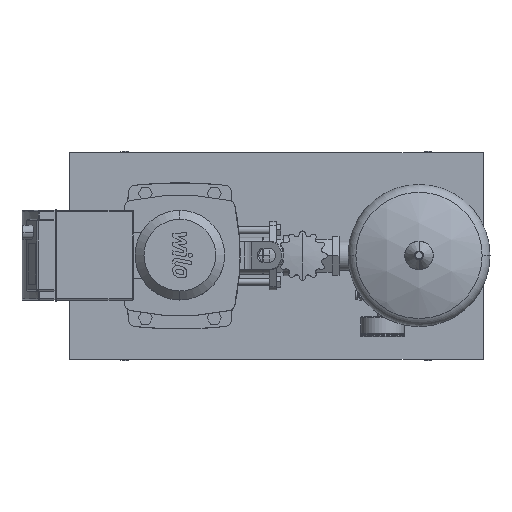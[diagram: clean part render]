
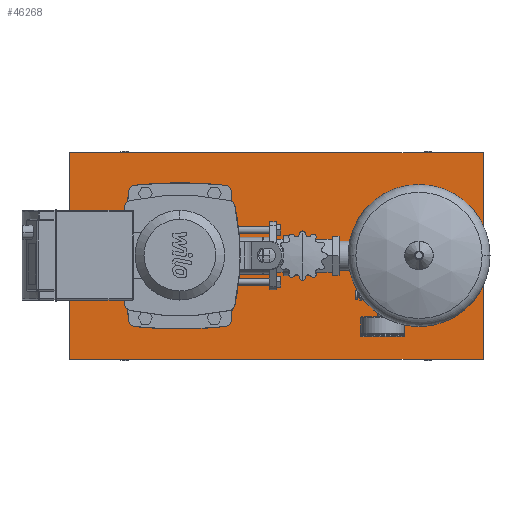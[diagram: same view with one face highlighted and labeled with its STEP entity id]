
A CAD part, top view. The second image highlights one B-rep face of the part: STEP entity #46268.
In plain terms, the highlighted planar face has unit normal (0, 0, 1).
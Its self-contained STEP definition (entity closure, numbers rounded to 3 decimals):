
#46229=CARTESIAN_POINT('',(-160.0,0.,90.0));
#46230=DIRECTION('',(0.0,0.0,1.0));
#46231=DIRECTION('',(0.0,-1.0,0.0));
#46232=AXIS2_PLACEMENT_3D('',#46229,#46230,#46231);
#46233=PLANE('',#46232);
#46234=CARTESIAN_POINT('',(440.0,-150.,90.));
#46235=VERTEX_POINT('',#46234);
#46236=CARTESIAN_POINT('',(440.0,150.,90.));
#46237=VERTEX_POINT('',#46236);
#46238=CARTESIAN_POINT('',(440.0,-150.,90.));
#46239=DIRECTION('',(0.0,1.0,0.0));
#46240=VECTOR('',#46239,300.0);
#46241=LINE('',#46238,#46240);
#46242=EDGE_CURVE('',#46235,#46237,#46241,.T.);
#46243=ORIENTED_EDGE('',*,*,#46242,.T.);
#46244=CARTESIAN_POINT('',(-160.0,150.,90.));
#46245=VERTEX_POINT('',#46244);
#46246=CARTESIAN_POINT('',(-160.0,150.,90.));
#46247=DIRECTION('',(1.0,0.0,0.0));
#46248=VECTOR('',#46247,600.0);
#46249=LINE('',#46246,#46248);
#46250=EDGE_CURVE('',#46245,#46237,#46249,.T.);
#46251=ORIENTED_EDGE('',*,*,#46250,.F.);
#46252=CARTESIAN_POINT('',(-160.0,-150.,90.));
#46253=VERTEX_POINT('',#46252);
#46254=CARTESIAN_POINT('',(-160.0,150.,90.));
#46255=DIRECTION('',(0.0,-1.0,0.0));
#46256=VECTOR('',#46255,300.0);
#46257=LINE('',#46254,#46256);
#46258=EDGE_CURVE('',#46245,#46253,#46257,.T.);
#46259=ORIENTED_EDGE('',*,*,#46258,.T.);
#46260=CARTESIAN_POINT('',(-160.0,-150.,90.));
#46261=DIRECTION('',(1.0,0.0,0.0));
#46262=VECTOR('',#46261,600.0);
#46263=LINE('',#46260,#46262);
#46264=EDGE_CURVE('',#46253,#46235,#46263,.T.);
#46265=ORIENTED_EDGE('',*,*,#46264,.T.);
#46266=EDGE_LOOP('',(#46243,#46251,#46259,#46265));
#46267=FACE_OUTER_BOUND('',#46266,.T.);
#46268=ADVANCED_FACE('',(#46267),#46233,.T.);
